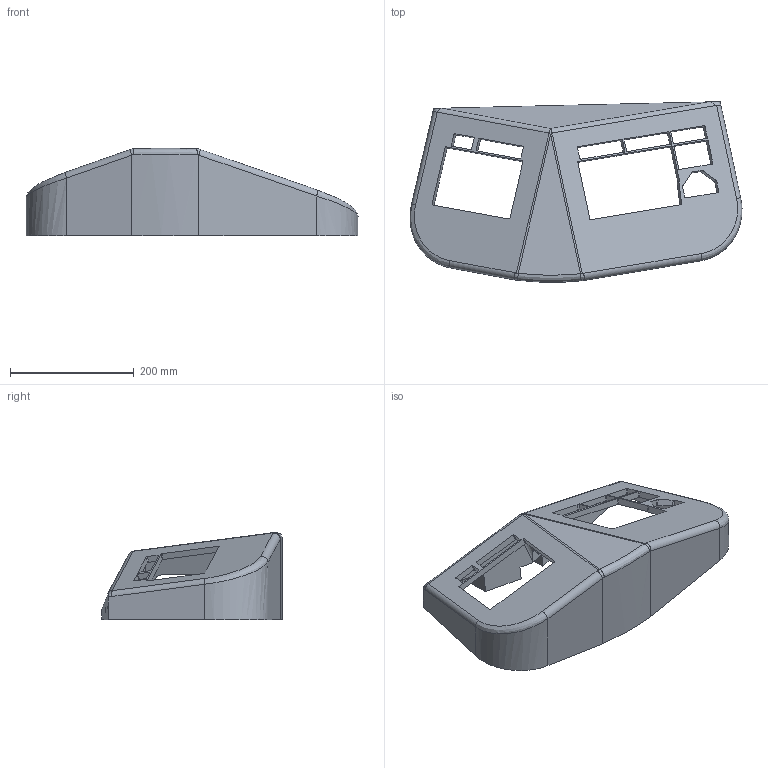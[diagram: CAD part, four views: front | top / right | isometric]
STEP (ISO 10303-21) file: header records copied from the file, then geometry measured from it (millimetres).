
FILE_DESCRIPTION(('FreeCAD Model'),'2;1');
FILE_NAME('tmpFSj9VH','2018-10-29T21:52:06',('FreeCAD'),('FreeCAD') ,'Open CASCADE STEP processor 7.2','FreeCAD','Unknown');
FILE_SCHEMA(('AUTOMOTIVE_DESIGN { 1 0 10303 214 1 1 1 1 }'));
Length unit declared in the file: millimetre
Products named in the file (1): Open CASCADE STEP translator 7.2 1
Bounding box: 537.13 x 292.43 x 141.13 mm (x, y, z)
Volume: 5767391.1 mm3; surface area: 426067.8 mm2
Topology: 1 solids, 1 shells, 196 faces, 518 edges, 340 vertices
Faces by surface type: plane 97, cylinder 88, bspline 8, extrusion 3
Full cylindrical faces by diameter (mm): 2.5 x3, 3.4 x2, 4.2 x12, 19.5 x1
Entity records: 16932 total; most frequent: CARTESIAN_POINT 6600, DIRECTION 1896, VECTOR 1039, ORIENTED_EDGE 1036, LINE 1036, PCURVE 1036, DEFINITIONAL_REPRESENTATION 1036, EDGE_CURVE 518
